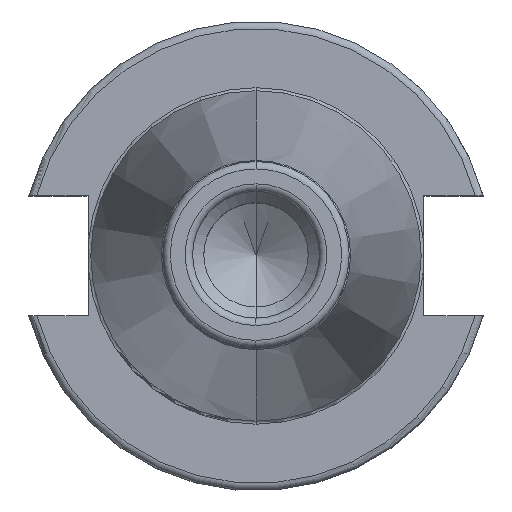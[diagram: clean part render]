
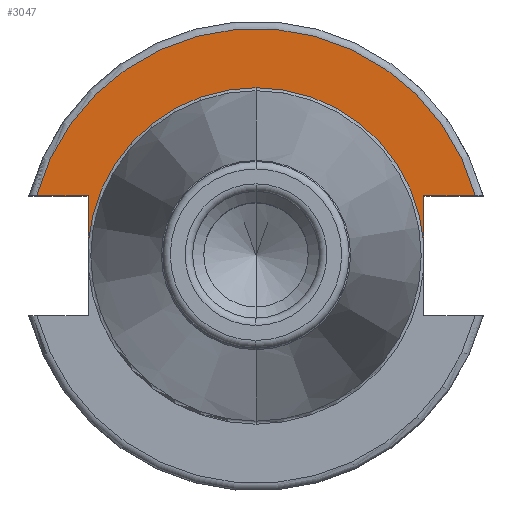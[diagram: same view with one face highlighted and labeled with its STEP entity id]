
A CAD part, top view. The second image highlights one B-rep face of the part: STEP entity #3047.
In plain terms, the highlighted planar face has unit normal (0, 0, 1).
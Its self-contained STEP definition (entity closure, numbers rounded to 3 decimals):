
#498=CARTESIAN_POINT('',(0,0,10));
#499=DIRECTION('',(0,0,1));
#500=DIRECTION('',(0,1,0));
#501=AXIS2_PLACEMENT_3D('',#498,#499,#500);
#1111=DIRECTION('',(0,1,0));
#1112=VECTOR('',#1111,6.317);
#1113=CARTESIAN_POINT('',(-22.5,1.733,10));
#1114=LINE('',#1113,#1112);
#1115=DIRECTION('',(1,0,0));
#1116=VECTOR('',#1115,6.918);
#1117=CARTESIAN_POINT('',(-29.418,8.05,10));
#1118=LINE('',#1117,#1116);
#1119=DIRECTION('',(-1,0,0));
#1120=VECTOR('',#1119,6.918);
#1121=CARTESIAN_POINT('',(29.418,8.05,10));
#1122=LINE('',#1121,#1120);
#1123=DIRECTION('',(0,-1,0));
#1124=VECTOR('',#1123,6.317);
#1125=CARTESIAN_POINT('',(22.5,8.05,10));
#1126=LINE('',#1125,#1124);
#1141=CARTESIAN_POINT('',(0,0,10));
#1142=DIRECTION('',(0,0,-1));
#1143=DIRECTION('',(0,1,0));
#1144=AXIS2_PLACEMENT_3D('',#1141,#1142,#1143);
#1268=CARTESIAN_POINT('',(0,0,10));
#1269=DIRECTION('',(0,0,1));
#1270=DIRECTION('',(0.965,0.264,0));
#1271=AXIS2_PLACEMENT_3D('',#1268,#1269,#1270);
#1405=CARTESIAN_POINT('',(0,22.567,10));
#1407=VERTEX_POINT('',#1405);
#1521=CARTESIAN_POINT('',(-22.5,1.733,10));
#1522=CARTESIAN_POINT('',(-22.5,8.05,10));
#1523=VERTEX_POINT('',#1521);
#1524=VERTEX_POINT('',#1522);
#1525=CARTESIAN_POINT('',(-29.418,8.05,10));
#1526=VERTEX_POINT('',#1525);
#1527=CARTESIAN_POINT('',(22.5,8.05,10));
#1528=CARTESIAN_POINT('',(22.5,1.733,10));
#1529=VERTEX_POINT('',#1527);
#1530=VERTEX_POINT('',#1528);
#1537=CARTESIAN_POINT('',(29.418,8.05,10));
#1538=VERTEX_POINT('',#1537);
#3030=CARTESIAN_POINT('',(0,0,10));
#3031=DIRECTION('',(0,0,-1));
#3032=DIRECTION('',(0,-1,0));
#3033=AXIS2_PLACEMENT_3D('',#3030,#3031,#3032);
#3034=PLANE('',#3033);
#3035=ORIENTED_EDGE('',*,*,#2415,.T.);
#3037=ORIENTED_EDGE('',*,*,#3036,.F.);
#3039=ORIENTED_EDGE('',*,*,#3038,.F.);
#3040=ORIENTED_EDGE('',*,*,#3001,.T.);
#3041=ORIENTED_EDGE('',*,*,#2988,.T.);
#3043=ORIENTED_EDGE('',*,*,#3042,.F.);
#3044=ORIENTED_EDGE('',*,*,#2392,.T.);
#3045=EDGE_LOOP('',(#3035,#3037,#3039,#3040,#3041,#3043,#3044));
#3046=FACE_OUTER_BOUND('',#3045,.F.);
#3047=ADVANCED_FACE('',(#3046),#3034,.F.);
#502=CIRCLE('',#501,22.567);
#1145=CIRCLE('',#1144,22.567);
#1272=CIRCLE('',#1271,30.5);
#2392=EDGE_CURVE('',#1407,#1523,#502,.T.);
#2415=EDGE_CURVE('',#1523,#1524,#1114,.T.);
#2988=EDGE_CURVE('',#1529,#1530,#1126,.T.);
#3001=EDGE_CURVE('',#1538,#1529,#1122,.T.);
#3036=EDGE_CURVE('',#1526,#1524,#1118,.T.);
#3038=EDGE_CURVE('',#1538,#1526,#1272,.T.);
#3042=EDGE_CURVE('',#1407,#1530,#1145,.T.);
